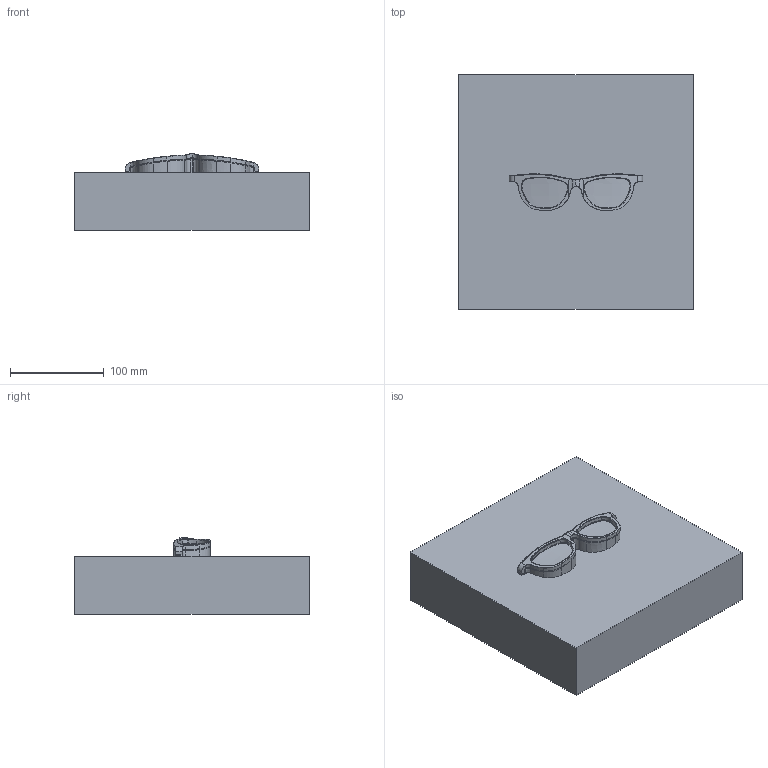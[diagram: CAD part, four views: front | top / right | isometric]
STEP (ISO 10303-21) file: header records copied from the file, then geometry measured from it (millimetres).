
FILE_DESCRIPTION (( 'STEP AP214' ), '1' );
FILE_NAME ('final glasses core.STEP', '2025-01-09T13:56:23', ( '' ), ( '' ), 'SwSTEP 2.0', 'SolidWorks 2022', '' );
FILE_SCHEMA (( 'AUTOMOTIVE_DESIGN' ));
Length unit declared in the file: millimetre
Products named in the file (1): final glasses core
Bounding box: 250 x 250 x 81.7 mm (x, y, z)
Volume: 3911702 mm3; surface area: 196391.1 mm2
Topology: 2 solids, 2 shells, 248 faces, 614 edges, 373 vertices
Faces by surface type: bspline 143, cylinder 59, plane 44, torus 2
Entity records: 16261 total; most frequent: CARTESIAN_POINT 11366, ORIENTED_EDGE 1228, EDGE_CURVE 614, DIRECTION 448, B_SPLINE_CURVE_WITH_KNOTS 421, VERTEX_POINT 373, EDGE_LOOP 255, FACE_OUTER_BOUND 248
